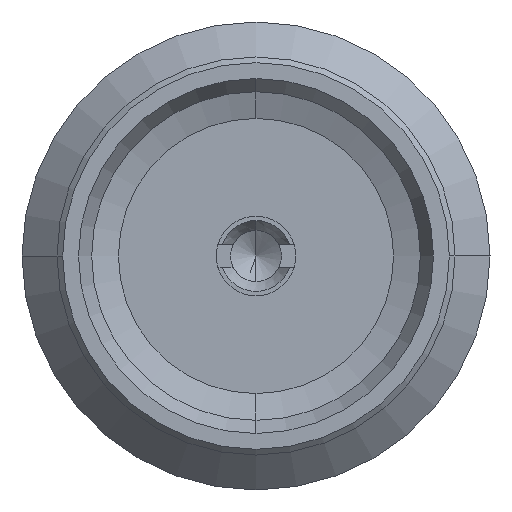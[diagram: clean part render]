
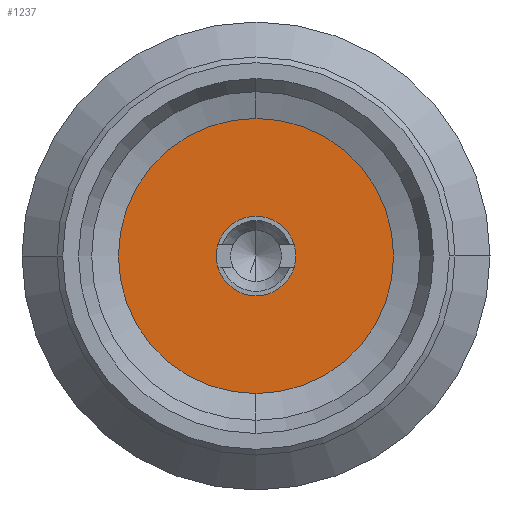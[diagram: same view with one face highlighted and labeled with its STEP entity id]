
A CAD part, left-side view. The second image highlights one B-rep face of the part: STEP entity #1237.
In plain terms, the highlighted planar face has unit normal (-1, 0, 0).
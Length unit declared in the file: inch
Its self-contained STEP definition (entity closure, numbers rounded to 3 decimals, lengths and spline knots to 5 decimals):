
#12 = ORIENTED_EDGE ( 'NONE', *, *, #745, .F. ) ;
#25 = CIRCLE ( 'NONE', #733, 0.04764 ) ;
#32 = EDGE_CURVE ( 'NONE', #465, #988, #25, .T. ) ;
#60 = DIRECTION ( 'NONE',  ( 1., 0., 0. ) ) ;
#63 = ORIENTED_EDGE ( 'NONE', *, *, #624, .F. ) ;
#74 = PLANE ( 'NONE',  #842 ) ;
#98 = ORIENTED_EDGE ( 'NONE', *, *, #32, .T. ) ;
#104 = DIRECTION ( 'NONE',  ( 0., 0., -1. ) ) ;
#114 = ORIENTED_EDGE ( 'NONE', *, *, #1132, .T. ) ;
#130 = CARTESIAN_POINT ( 'NONE',  ( 0.10236, 0., -0.04764 ) ) ;
#131 = EDGE_CURVE ( 'NONE', #309, #810, #300, .T. ) ;
#140 = DIRECTION ( 'NONE',  ( 0., 0., -1. ) ) ;
#203 = CARTESIAN_POINT ( 'NONE',  ( 0.10236, 0., 0. ) ) ;
#206 = DIRECTION ( 'NONE',  ( 0., 0., -1. ) ) ;
#212 = DIRECTION ( 'NONE',  ( -1., 0., 0. ) ) ;
#241 = ORIENTED_EDGE ( 'NONE', *, *, #1016, .F. ) ;
#242 = CARTESIAN_POINT ( 'NONE',  ( 0.10236, 0., 0. ) ) ;
#285 = CARTESIAN_POINT ( 'NONE',  ( 0.10236, 0., 0. ) ) ;
#300 = CIRCLE ( 'NONE', #1128, 0.01378 ) ;
#309 = VERTEX_POINT ( 'NONE', #1289 ) ;
#383 = CARTESIAN_POINT ( 'NONE',  ( 0.10236, -0.01321, 0.00394 ) ) ;
#389 = DIRECTION ( 'NONE',  ( 0., 0., 1. ) ) ;
#410 = VERTEX_POINT ( 'NONE', #725 ) ;
#448 = CIRCLE ( 'NONE', #957, 0.01378 ) ;
#465 = VERTEX_POINT ( 'NONE', #130 ) ;
#506 = CARTESIAN_POINT ( 'NONE',  ( 0.10236, 0., 0. ) ) ;
#554 = DIRECTION ( 'NONE',  ( -1., 0., 0. ) ) ;
#597 = AXIS2_PLACEMENT_3D ( 'NONE', #794, #1273, #104 ) ;
#624 = EDGE_CURVE ( 'NONE', #1520, #678, #1494, .T. ) ;
#642 = AXIS2_PLACEMENT_3D ( 'NONE', #1126, #886, #1366 ) ;
#678 = VERTEX_POINT ( 'NONE', #925 ) ;
#697 = CARTESIAN_POINT ( 'NONE',  ( 0.10236, 0., 0.04764 ) ) ;
#725 = CARTESIAN_POINT ( 'NONE',  ( 0.10236, 0.01321, 0.00394 ) ) ;
#733 = AXIS2_PLACEMENT_3D ( 'NONE', #1365, #554, #1265 ) ;
#745 = EDGE_CURVE ( 'NONE', #678, #309, #448, .T. ) ;
#794 = CARTESIAN_POINT ( 'NONE',  ( 0.10236, 0., 0. ) ) ;
#810 = VERTEX_POINT ( 'NONE', #383 ) ;
#842 = AXIS2_PLACEMENT_3D ( 'NONE', #285, #60, #866 ) ;
#857 = CIRCLE ( 'NONE', #597, 0.04764 ) ;
#866 = DIRECTION ( 'NONE',  ( 0., 0., -1. ) ) ;
#886 = DIRECTION ( 'NONE',  ( -1., 0., 0. ) ) ;
#925 = CARTESIAN_POINT ( 'NONE',  ( 0.10236, 0., -0.01378 ) ) ;
#927 = AXIS2_PLACEMENT_3D ( 'NONE', #242, #959, #389 ) ;
#957 = AXIS2_PLACEMENT_3D ( 'NONE', #1482, #212, #206 ) ;
#959 = DIRECTION ( 'NONE',  ( -1., 0., 0. ) ) ;
#988 = VERTEX_POINT ( 'NONE', #697 ) ;
#1004 = EDGE_CURVE ( 'NONE', #810, #410, #1027, .T. ) ;
#1015 = DIRECTION ( 'NONE',  ( -1., 0., 0. ) ) ;
#1016 = EDGE_CURVE ( 'NONE', #410, #1520, #1185, .T. ) ;
#1027 = CIRCLE ( 'NONE', #1105, 0.01378 ) ;
#1099 = EDGE_LOOP ( 'NONE', ( #114, #98 ) ) ;
#1105 = AXIS2_PLACEMENT_3D ( 'NONE', #506, #1299, #140 ) ;
#1126 = CARTESIAN_POINT ( 'NONE',  ( 0.10236, 0., 0. ) ) ;
#1128 = AXIS2_PLACEMENT_3D ( 'NONE', #203, #1015, #1487 ) ;
#1132 = EDGE_CURVE ( 'NONE', #988, #465, #857, .T. ) ;
#1185 = CIRCLE ( 'NONE', #927, 0.01378 ) ;
#1237 = ADVANCED_FACE ( 'NONE', ( #1335, #1448 ), #74, .F. ) ;
#1265 = DIRECTION ( 'NONE',  ( 0., 0., -1. ) ) ;
#1271 = ORIENTED_EDGE ( 'NONE', *, *, #131, .F. ) ;
#1273 = DIRECTION ( 'NONE',  ( -1., 0., 0. ) ) ;
#1289 = CARTESIAN_POINT ( 'NONE',  ( 0.10236, -0.01321, -0.00394 ) ) ;
#1294 = CARTESIAN_POINT ( 'NONE',  ( 0.10236, 0.01321, -0.00394 ) ) ;
#1299 = DIRECTION ( 'NONE',  ( -1., 0., 0. ) ) ;
#1316 = ORIENTED_EDGE ( 'NONE', *, *, #1004, .F. ) ;
#1335 = FACE_BOUND ( 'NONE', #1429, .T. ) ;
#1365 = CARTESIAN_POINT ( 'NONE',  ( 0.10236, 0., 0. ) ) ;
#1366 = DIRECTION ( 'NONE',  ( 0., 0., -1. ) ) ;
#1429 = EDGE_LOOP ( 'NONE', ( #1271, #12, #63, #241, #1316 ) ) ;
#1448 = FACE_OUTER_BOUND ( 'NONE', #1099, .T. ) ;
#1482 = CARTESIAN_POINT ( 'NONE',  ( 0.10236, 0., 0. ) ) ;
#1487 = DIRECTION ( 'NONE',  ( 0., 0., 1. ) ) ;
#1494 = CIRCLE ( 'NONE', #642, 0.01378 ) ;
#1520 = VERTEX_POINT ( 'NONE', #1294 ) ;
